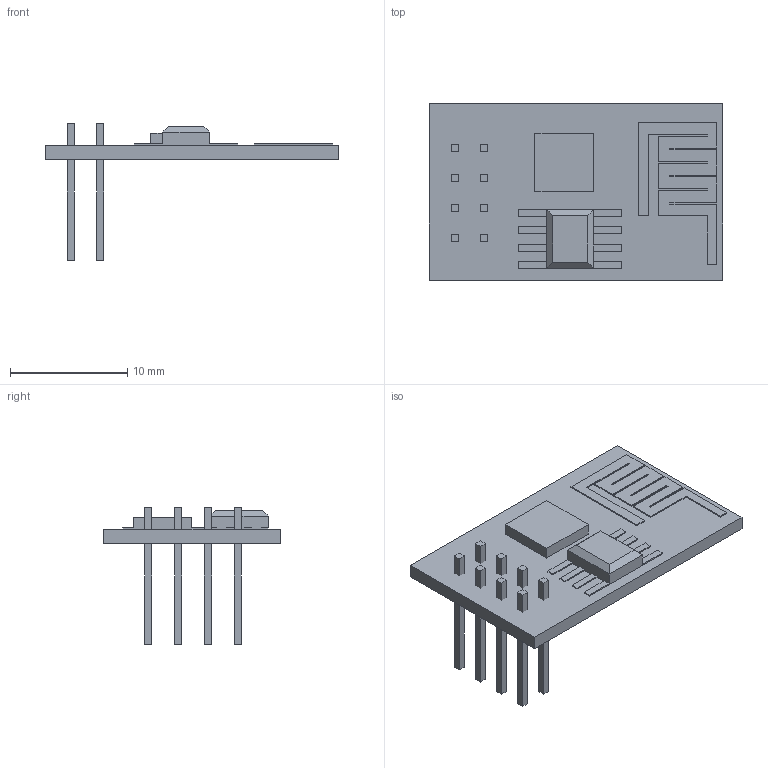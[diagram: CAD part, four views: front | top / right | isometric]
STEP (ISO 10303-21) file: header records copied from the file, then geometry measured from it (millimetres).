
FILE_DESCRIPTION (( 'STEP AP214' ), '1' );
FILE_NAME ('ESP01.STEP', '2019-11-03T18:57:20', ( '' ), ( '' ), 'SwSTEP 2.0', 'SolidWorks 2018', '' );
FILE_SCHEMA (( 'AUTOMOTIVE_DESIGN' ));
Length unit declared in the file: metre
Products named in the file (3): Relay_ESP01 v7.step_Predeterminado; ESP01.step_Predeterminado; ESP01
Assembly tree (2 placements, depth 3):
  ESP01
    Relay_ESP01 v7.step_Predeterminado
      ESP01.step_Predeterminado
Bounding box: 25 x 15 x 11.6 mm (x, y, z)
Volume: 544.2 mm3; surface area: 1275.3 mm2
Topology: 11 solids, 11 shells, 131 faces, 320 edges, 212 vertices
Faces by surface type: plane 131
Entity records: 4043 total; most frequent: CARTESIAN_POINT 669, ORIENTED_EDGE 640, DIRECTION 594, VECTOR 320, EDGE_CURVE 320, LINE 320, VERTEX_POINT 212, AXIS2_PLACEMENT_3D 137
